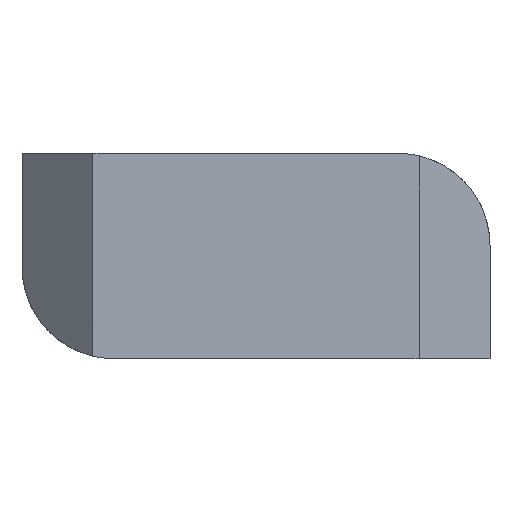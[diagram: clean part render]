
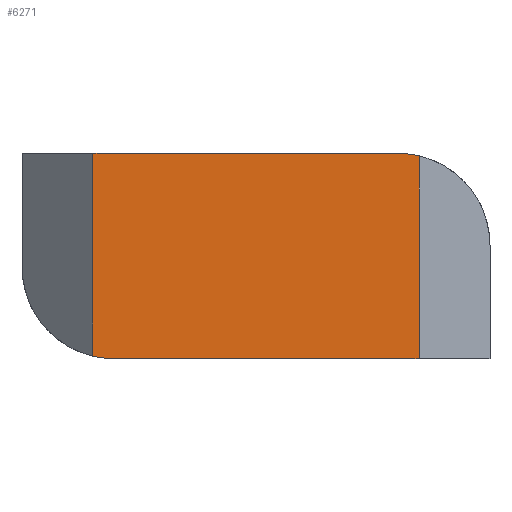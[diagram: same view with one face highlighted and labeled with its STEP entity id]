
A CAD part, front view. The second image highlights one B-rep face of the part: STEP entity #6271.
In plain terms, the highlighted planar face has unit normal (0, -1, 0).
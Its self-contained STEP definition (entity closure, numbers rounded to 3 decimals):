
#399 = DIRECTION ( 'NONE',  ( 1., 0., 0. ) ) ;
#400 = CARTESIAN_POINT ( 'NONE',  ( 6.2, -5.3, -3.9 ) ) ;
#401 = DIRECTION ( 'NONE',  ( 0., 0., -1. ) ) ;
#402 = CARTESIAN_POINT ( 'NONE',  ( -6.2, -5.3, 3.9 ) ) ;
#405 = DIRECTION ( 'NONE',  ( 0., 0., -1. ) ) ;
#411 = CARTESIAN_POINT ( 'NONE',  ( 6.2, -5.3, 3.9 ) ) ;
#414 = DIRECTION ( 'NONE',  ( 0., 0., 1. ) ) ;
#415 = DIRECTION ( 'NONE',  ( 0., -1., 0. ) ) ;
#416 = CARTESIAN_POINT ( 'NONE',  ( -5.4, -5.3, -0.4 ) ) ;
#419 = DIRECTION ( 'NONE',  ( 0., 0., 1. ) ) ;
#420 = DIRECTION ( 'NONE',  ( 0., -1., 0. ) ) ;
#421 = CARTESIAN_POINT ( 'NONE',  ( 5.4, -5.3, 0.4 ) ) ;
#425 = DIRECTION ( 'NONE',  ( 1., 0., 0. ) ) ;
#426 = CARTESIAN_POINT ( 'NONE',  ( 6.2, -5.3, 3.9 ) ) ;
#870 = ORIENTED_EDGE ( 'NONE', *, *, #2883, .F. ) ;
#910 = ORIENTED_EDGE ( 'NONE', *, *, #2886, .T. ) ;
#1024 = ORIENTED_EDGE ( 'NONE', *, *, #2879, .T. ) ;
#1037 = ORIENTED_EDGE ( 'NONE', *, *, #2880, .T. ) ;
#1087 = ORIENTED_EDGE ( 'NONE', *, *, #2885, .T. ) ;
#1092 = ORIENTED_EDGE ( 'NONE', *, *, #2878, .F. ) ;
#1107 = VERTEX_POINT ( 'NONE', #2469 ) ;
#1110 = VERTEX_POINT ( 'NONE', #2466 ) ;
#1111 = VERTEX_POINT ( 'NONE', #2465 ) ;
#1115 = VERTEX_POINT ( 'NONE', #2461 ) ;
#1123 = VERTEX_POINT ( 'NONE', #2453 ) ;
#1126 = VERTEX_POINT ( 'NONE', #2450 ) ;
#1438 = EDGE_LOOP ( 'NONE', ( #910, #870, #1024, #1092, #1087, #1037 ) ) ;
#2450 = CARTESIAN_POINT ( 'NONE',  ( 6.2, -5.3, 3.807 ) ) ;
#2453 = CARTESIAN_POINT ( 'NONE',  ( 6.2, -5.3, -3.9 ) ) ;
#2461 = CARTESIAN_POINT ( 'NONE',  ( 5.4, -5.3, 3.9 ) ) ;
#2465 = CARTESIAN_POINT ( 'NONE',  ( -5.4, -5.3, -3.9 ) ) ;
#2466 = CARTESIAN_POINT ( 'NONE',  ( -6.2, -5.3, 3.9 ) ) ;
#2469 = CARTESIAN_POINT ( 'NONE',  ( -6.2, -5.3, -3.807 ) ) ;
#2878 = EDGE_CURVE ( 'NONE', #1110, #1115, #5347, .T. ) ;
#2879 = EDGE_CURVE ( 'NONE', #1126, #1115, #5345, .T. ) ;
#2880 = EDGE_CURVE ( 'NONE', #1107, #1111, #5350, .T. ) ;
#2883 = EDGE_CURVE ( 'NONE', #1126, #1123, #5341, .T. ) ;
#2885 = EDGE_CURVE ( 'NONE', #1110, #1107, #5338, .T. ) ;
#2886 = EDGE_CURVE ( 'NONE', #1111, #1123, #5336, .T. ) ;
#3286 = AXIS2_PLACEMENT_3D ( 'NONE', #421, #420, #419 ) ;
#3288 = AXIS2_PLACEMENT_3D ( 'NONE', #416, #415, #414 ) ;
#3609 = AXIS2_PLACEMENT_3D ( 'NONE', #4460, #4454, #4452 ) ;
#4452 = DIRECTION ( 'NONE',  ( 0., 0., 1. ) ) ;
#4454 = DIRECTION ( 'NONE',  ( 0., 1., 0. ) ) ;
#4457 = PLANE ( 'NONE',  #3609 ) ;
#4460 = CARTESIAN_POINT ( 'NONE',  ( 6.2, -5.3, 3.9 ) ) ;
#4575 = FACE_OUTER_BOUND ( 'NONE', #1438, .T. ) ;
#5333 = VECTOR ( 'NONE', #399, 1000. ) ;
#5335 = VECTOR ( 'NONE', #401, 1000. ) ;
#5336 = LINE ( 'NONE', #400, #5333 ) ;
#5338 = LINE ( 'NONE', #402, #5335 ) ;
#5339 = VECTOR ( 'NONE', #405, 1000. ) ;
#5341 = LINE ( 'NONE', #411, #5339 ) ;
#5344 = VECTOR ( 'NONE', #425, 1000. ) ;
#5345 = CIRCLE ( 'NONE', #3286, 3.5 ) ;
#5347 = LINE ( 'NONE', #426, #5344 ) ;
#5350 = CIRCLE ( 'NONE', #3288, 3.5 ) ;
#6271 = ADVANCED_FACE ( 'NONE', ( #4575 ), #4457, .F. ) ;
